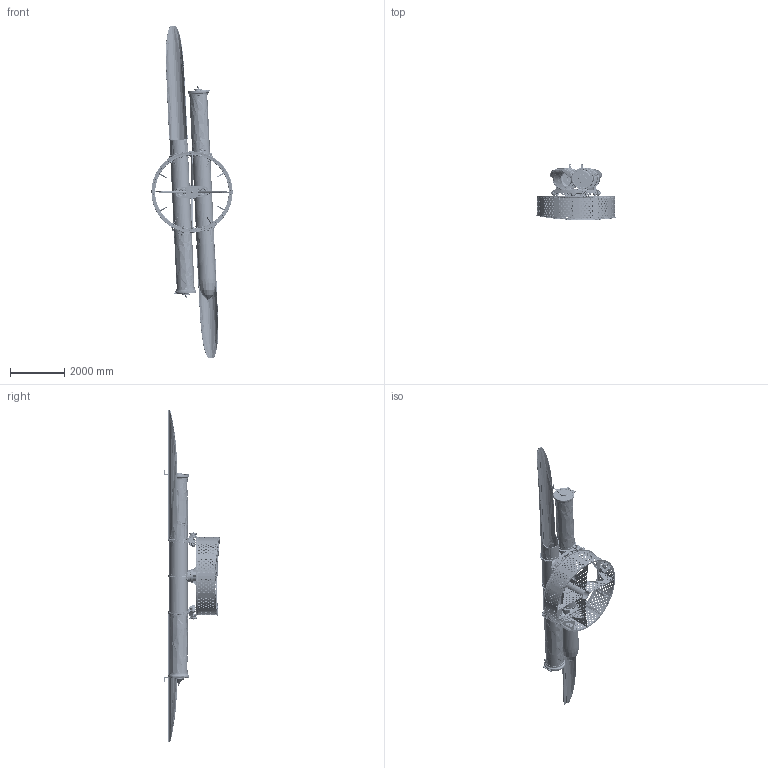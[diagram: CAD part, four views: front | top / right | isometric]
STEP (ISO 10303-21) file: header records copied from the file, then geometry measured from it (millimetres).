
FILE_DESCRIPTION(('FreeCAD Model'),'2;1');
FILE_NAME('Open CASCADE Shape Model','2025-05-03T04:48:31',('FreeCAD'),( 'FreeCAD'),'Open CASCADE STEP processor 7.6','FreeCAD','Unknown');
FILE_SCHEMA(('AUTOMOTIVE_DESIGN { 1 0 10303 214 1 1 1 1 }'));
Products named in the file (1): Open CASCADE STEP translator 7.6 1
Bounding box: 2985.85 x 2064.93 x 12219.5 mm (x, y, z)
Volume: 2659140813.7 mm3; surface area: 133983545.3 mm2
Topology: 363 solids, 363 shells, 9372 faces, 23019 edges, 14671 vertices
Faces by surface type: bspline 9372
Entity records: 460745 total; most frequent: CARTESIAN_POINT 327120, ORIENTED_EDGE 45914, EDGE_CURVE 22957, VERTEX_POINT 14671, B_SPLINE_CURVE_WITH_KNOTS 11990, FACE_BOUND 11814, EDGE_LOOP 11814, ADVANCED_FACE 9372
